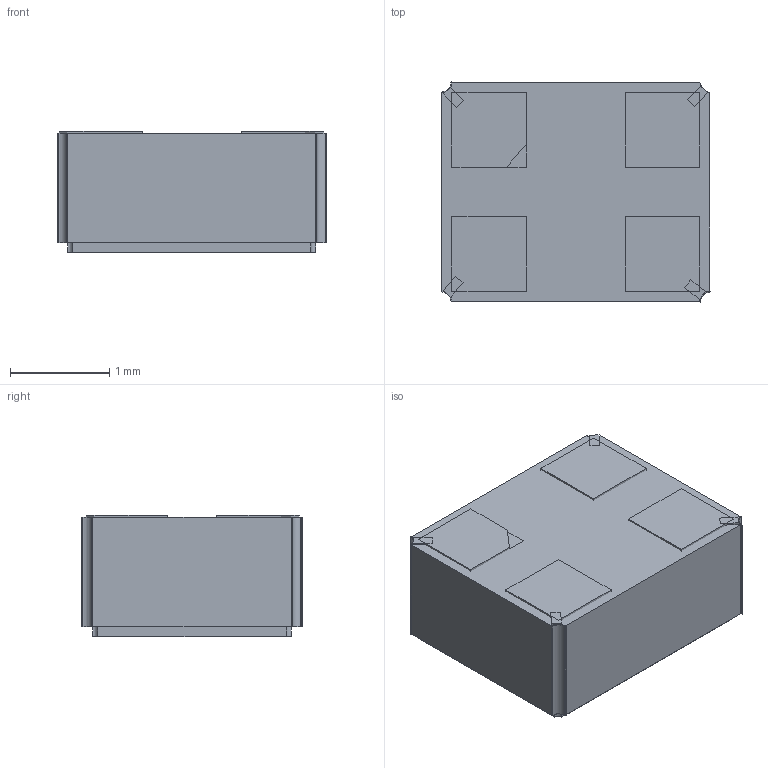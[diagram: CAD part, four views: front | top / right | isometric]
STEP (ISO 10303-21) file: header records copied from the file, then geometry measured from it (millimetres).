
FILE_DESCRIPTION (( 'STEP AP214' ), '1' );
FILE_NAME ('User Library-2.5 x 2.0 OY-U TAITIEN.STEP', '2021-09-12T00:07:44', ( '' ), ( '' ), 'SwSTEP 2.0', 'SolidWorks 2021', '' );
FILE_SCHEMA (( 'AUTOMOTIVE_DESIGN' ));
Length unit declared in the file: millimetre
Products named in the file (16): Cube012; Cut019; Cut013; Cut007; Cube002; User Library-2.5 x 2.0 OY-U TAITIEN; Cut021; Cube014; Cut003; Cube003; Cube015; Cylinder008; Cut017; Cube005; Cube013; Cut015
Assembly tree (15 placements, depth 2):
  User Library-2.5 x 2.0 OY-U TAITIEN
    Cube015
    Cut007
    Cube002
    Cube003
    Cube005
    Cylinder008
    Cut013
    Cut003
    Cube012
    Cube013
    Cube014
    Cut015
    Cut017
    Cut019
    Cut021
Bounding box: 2.71 x 2.23 x 1.22 mm (x, y, z)
Surface area: 50.4 mm2
Topology: 15 solids, 15 shells, 106 faces, 228 edges, 152 vertices
Faces by surface type: plane 85, cylinder 21
Entity records: 4702 total; most frequent: DIRECTION 518, CARTESIAN_POINT 504, ORIENTED_EDGE 456, EDGE_CURVE 228, VECTOR 186, LINE 186, AXIS2_PLACEMENT_3D 166, VERTEX_POINT 152
